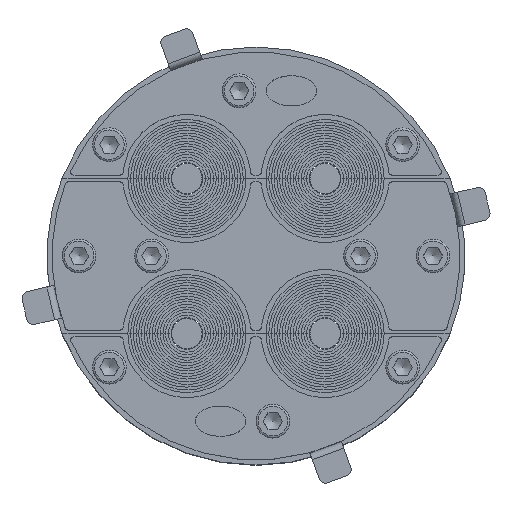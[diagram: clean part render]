
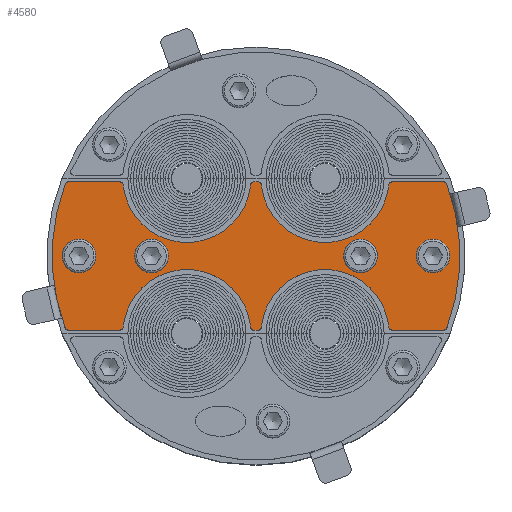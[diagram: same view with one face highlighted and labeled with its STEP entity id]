
A CAD part, top view. The second image highlights one B-rep face of the part: STEP entity #4580.
In plain terms, the highlighted planar face has unit normal (0, 0, 1).
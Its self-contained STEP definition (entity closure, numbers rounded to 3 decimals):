
#347=FACE_BOUND('',#808,.T.);
#348=FACE_BOUND('',#809,.T.);
#349=FACE_BOUND('',#810,.T.);
#350=FACE_BOUND('',#811,.T.);
#393=PLANE('',#5126);
#535=FACE_OUTER_BOUND('',#807,.T.);
#807=EDGE_LOOP('',(#3183,#3184,#3185,#3186,#3187,#3188,#3189,#3190,#3191,
#3192,#3193,#3194,#3195,#3196,#3197,#3198,#3199,#3200,#3201,#3202,#3203,
#3204,#3205,#3206));
#808=EDGE_LOOP('',(#3207));
#809=EDGE_LOOP('',(#3208));
#810=EDGE_LOOP('',(#3209));
#811=EDGE_LOOP('',(#3210));
#1126=LINE('',#7265,#1493);
#1127=LINE('',#7273,#1494);
#1128=LINE('',#7281,#1495);
#1129=LINE('',#7289,#1496);
#1130=LINE('',#7297,#1497);
#1131=LINE('',#7305,#1498);
#1493=VECTOR('',#5726,10.);
#1494=VECTOR('',#5733,10.);
#1495=VECTOR('',#5740,10.);
#1496=VECTOR('',#5747,10.);
#1497=VECTOR('',#5754,10.);
#1498=VECTOR('',#5761,10.);
#1857=CIRCLE('',#5121,1.);
#1859=CIRCLE('',#5124,60.5);
#1861=CIRCLE('',#5127,1.);
#1862=CIRCLE('',#5128,19.);
#1863=CIRCLE('',#5129,1.);
#1864=CIRCLE('',#5130,1.);
#1865=CIRCLE('',#5131,19.);
#1866=CIRCLE('',#5132,1.);
#1867=CIRCLE('',#5133,1.);
#1868=CIRCLE('',#5134,60.5);
#1869=CIRCLE('',#5135,1.);
#1870=CIRCLE('',#5136,1.);
#1871=CIRCLE('',#5137,19.);
#1872=CIRCLE('',#5138,1.);
#1873=CIRCLE('',#5139,1.);
#1874=CIRCLE('',#5140,19.);
#1875=CIRCLE('',#5141,1.);
#1876=CIRCLE('',#5142,1.);
#1877=CIRCLE('',#5143,3.25);
#1878=CIRCLE('',#5144,3.25);
#1879=CIRCLE('',#5145,3.25);
#1880=CIRCLE('',#5146,3.25);
#2119=VERTEX_POINT('',#7249);
#2120=VERTEX_POINT('',#7250);
#2123=VERTEX_POINT('',#7258);
#2125=VERTEX_POINT('',#7264);
#2126=VERTEX_POINT('',#7266);
#2127=VERTEX_POINT('',#7268);
#2128=VERTEX_POINT('',#7270);
#2129=VERTEX_POINT('',#7272);
#2130=VERTEX_POINT('',#7274);
#2131=VERTEX_POINT('',#7276);
#2132=VERTEX_POINT('',#7278);
#2133=VERTEX_POINT('',#7280);
#2134=VERTEX_POINT('',#7282);
#2135=VERTEX_POINT('',#7284);
#2136=VERTEX_POINT('',#7286);
#2137=VERTEX_POINT('',#7288);
#2138=VERTEX_POINT('',#7290);
#2139=VERTEX_POINT('',#7292);
#2140=VERTEX_POINT('',#7294);
#2141=VERTEX_POINT('',#7296);
#2142=VERTEX_POINT('',#7298);
#2143=VERTEX_POINT('',#7300);
#2144=VERTEX_POINT('',#7302);
#2145=VERTEX_POINT('',#7304);
#2146=VERTEX_POINT('',#7307);
#2147=VERTEX_POINT('',#7309);
#2148=VERTEX_POINT('',#7311);
#2149=VERTEX_POINT('',#7313);
#2537=EDGE_CURVE('',#2119,#2120,#1857,.T.);
#2541=EDGE_CURVE('',#2123,#2120,#1859,.F.);
#2544=EDGE_CURVE('',#2119,#2125,#1126,.F.);
#2545=EDGE_CURVE('',#2126,#2125,#1861,.T.);
#2546=EDGE_CURVE('',#2126,#2127,#1862,.F.);
#2547=EDGE_CURVE('',#2128,#2127,#1863,.T.);
#2548=EDGE_CURVE('',#2128,#2129,#1127,.F.);
#2549=EDGE_CURVE('',#2130,#2129,#1864,.T.);
#2550=EDGE_CURVE('',#2130,#2131,#1865,.F.);
#2551=EDGE_CURVE('',#2132,#2131,#1866,.T.);
#2552=EDGE_CURVE('',#2132,#2133,#1128,.F.);
#2553=EDGE_CURVE('',#2134,#2133,#1867,.T.);
#2554=EDGE_CURVE('',#2134,#2135,#1868,.F.);
#2555=EDGE_CURVE('',#2136,#2135,#1869,.T.);
#2556=EDGE_CURVE('',#2136,#2137,#1129,.F.);
#2557=EDGE_CURVE('',#2138,#2137,#1870,.T.);
#2558=EDGE_CURVE('',#2138,#2139,#1871,.F.);
#2559=EDGE_CURVE('',#2140,#2139,#1872,.T.);
#2560=EDGE_CURVE('',#2140,#2141,#1130,.F.);
#2561=EDGE_CURVE('',#2142,#2141,#1873,.T.);
#2562=EDGE_CURVE('',#2142,#2143,#1874,.F.);
#2563=EDGE_CURVE('',#2144,#2143,#1875,.T.);
#2564=EDGE_CURVE('',#2144,#2145,#1131,.F.);
#2565=EDGE_CURVE('',#2123,#2145,#1876,.T.);
#2566=EDGE_CURVE('',#2146,#2146,#1877,.T.);
#2567=EDGE_CURVE('',#2147,#2147,#1878,.T.);
#2568=EDGE_CURVE('',#2148,#2148,#1879,.T.);
#2569=EDGE_CURVE('',#2149,#2149,#1880,.T.);
#3183=ORIENTED_EDGE('',*,*,#2537,.F.);
#3184=ORIENTED_EDGE('',*,*,#2544,.T.);
#3185=ORIENTED_EDGE('',*,*,#2545,.F.);
#3186=ORIENTED_EDGE('',*,*,#2546,.T.);
#3187=ORIENTED_EDGE('',*,*,#2547,.F.);
#3188=ORIENTED_EDGE('',*,*,#2548,.T.);
#3189=ORIENTED_EDGE('',*,*,#2549,.F.);
#3190=ORIENTED_EDGE('',*,*,#2550,.T.);
#3191=ORIENTED_EDGE('',*,*,#2551,.F.);
#3192=ORIENTED_EDGE('',*,*,#2552,.T.);
#3193=ORIENTED_EDGE('',*,*,#2553,.F.);
#3194=ORIENTED_EDGE('',*,*,#2554,.T.);
#3195=ORIENTED_EDGE('',*,*,#2555,.F.);
#3196=ORIENTED_EDGE('',*,*,#2556,.T.);
#3197=ORIENTED_EDGE('',*,*,#2557,.F.);
#3198=ORIENTED_EDGE('',*,*,#2558,.T.);
#3199=ORIENTED_EDGE('',*,*,#2559,.F.);
#3200=ORIENTED_EDGE('',*,*,#2560,.T.);
#3201=ORIENTED_EDGE('',*,*,#2561,.F.);
#3202=ORIENTED_EDGE('',*,*,#2562,.T.);
#3203=ORIENTED_EDGE('',*,*,#2563,.F.);
#3204=ORIENTED_EDGE('',*,*,#2564,.T.);
#3205=ORIENTED_EDGE('',*,*,#2565,.F.);
#3206=ORIENTED_EDGE('',*,*,#2541,.T.);
#3207=ORIENTED_EDGE('',*,*,#2566,.T.);
#3208=ORIENTED_EDGE('',*,*,#2567,.T.);
#3209=ORIENTED_EDGE('',*,*,#2568,.T.);
#3210=ORIENTED_EDGE('',*,*,#2569,.T.);
#4580=ADVANCED_FACE('',(#535,#347,#348,#349,#350),#393,.T.);
#5121=AXIS2_PLACEMENT_3D('',#7251,#5711,#5712);
#5124=AXIS2_PLACEMENT_3D('',#7259,#5719,#5720);
#5126=AXIS2_PLACEMENT_3D('',#7263,#5724,#5725);
#5127=AXIS2_PLACEMENT_3D('',#7267,#5727,#5728);
#5128=AXIS2_PLACEMENT_3D('',#7269,#5729,#5730);
#5129=AXIS2_PLACEMENT_3D('',#7271,#5731,#5732);
#5130=AXIS2_PLACEMENT_3D('',#7275,#5734,#5735);
#5131=AXIS2_PLACEMENT_3D('',#7277,#5736,#5737);
#5132=AXIS2_PLACEMENT_3D('',#7279,#5738,#5739);
#5133=AXIS2_PLACEMENT_3D('',#7283,#5741,#5742);
#5134=AXIS2_PLACEMENT_3D('',#7285,#5743,#5744);
#5135=AXIS2_PLACEMENT_3D('',#7287,#5745,#5746);
#5136=AXIS2_PLACEMENT_3D('',#7291,#5748,#5749);
#5137=AXIS2_PLACEMENT_3D('',#7293,#5750,#5751);
#5138=AXIS2_PLACEMENT_3D('',#7295,#5752,#5753);
#5139=AXIS2_PLACEMENT_3D('',#7299,#5755,#5756);
#5140=AXIS2_PLACEMENT_3D('',#7301,#5757,#5758);
#5141=AXIS2_PLACEMENT_3D('',#7303,#5759,#5760);
#5142=AXIS2_PLACEMENT_3D('',#7306,#5762,#5763);
#5143=AXIS2_PLACEMENT_3D('',#7308,#5764,#5765);
#5144=AXIS2_PLACEMENT_3D('',#7310,#5766,#5767);
#5145=AXIS2_PLACEMENT_3D('',#7312,#5768,#5769);
#5146=AXIS2_PLACEMENT_3D('',#7314,#5770,#5771);
#5711=DIRECTION('center_axis',(0.,0.,-1.));
#5712=DIRECTION('ref_axis',(-0.569,-0.822,0.));
#5719=DIRECTION('center_axis',(0.,0.,-1.));
#5720=DIRECTION('ref_axis',(1.,0.,0.));
#5724=DIRECTION('center_axis',(0.,0.,1.));
#5725=DIRECTION('ref_axis',(1.,0.,0.));
#5726=DIRECTION('',(-1.,0.,0.));
#5727=DIRECTION('center_axis',(0.,0.,-1.));
#5728=DIRECTION('ref_axis',(0.671,-0.742,0.));
#5729=DIRECTION('center_axis',(0.,0.,1.));
#5730=DIRECTION('ref_axis',(-1.,0.,0.));
#5731=DIRECTION('center_axis',(0.,0.,-1.));
#5732=DIRECTION('ref_axis',(-0.671,-0.742,0.));
#5733=DIRECTION('',(-1.,0.,0.));
#5734=DIRECTION('center_axis',(0.,0.,-1.));
#5735=DIRECTION('ref_axis',(0.671,-0.742,0.));
#5736=DIRECTION('center_axis',(0.,0.,1.));
#5737=DIRECTION('ref_axis',(-1.,0.,0.));
#5738=DIRECTION('center_axis',(0.,0.,-1.));
#5739=DIRECTION('ref_axis',(-0.671,-0.742,0.));
#5740=DIRECTION('',(-1.,0.,0.));
#5741=DIRECTION('center_axis',(0.,0.,-1.));
#5742=DIRECTION('ref_axis',(0.569,-0.822,0.));
#5743=DIRECTION('center_axis',(0.,0.,-1.));
#5744=DIRECTION('ref_axis',(1.,0.,0.));
#5745=DIRECTION('center_axis',(0.,0.,-1.));
#5746=DIRECTION('ref_axis',(0.569,0.822,0.));
#5747=DIRECTION('',(1.,0.,0.));
#5748=DIRECTION('center_axis',(0.,0.,-1.));
#5749=DIRECTION('ref_axis',(-0.671,0.742,0.));
#5750=DIRECTION('center_axis',(0.,0.,1.));
#5751=DIRECTION('ref_axis',(-1.,0.,0.));
#5752=DIRECTION('center_axis',(0.,0.,-1.));
#5753=DIRECTION('ref_axis',(0.671,0.742,0.));
#5754=DIRECTION('',(1.,0.,0.));
#5755=DIRECTION('center_axis',(0.,0.,-1.));
#5756=DIRECTION('ref_axis',(-0.671,0.742,0.));
#5757=DIRECTION('center_axis',(0.,0.,1.));
#5758=DIRECTION('ref_axis',(-1.,0.,0.));
#5759=DIRECTION('center_axis',(0.,0.,-1.));
#5760=DIRECTION('ref_axis',(0.671,0.742,0.));
#5761=DIRECTION('',(1.,0.,0.));
#5762=DIRECTION('center_axis',(0.,0.,-1.));
#5763=DIRECTION('ref_axis',(-0.569,0.822,0.));
#5764=DIRECTION('center_axis',(0.,0.,-1.));
#5765=DIRECTION('ref_axis',(1.,0.,0.));
#5766=DIRECTION('center_axis',(0.,0.,-1.));
#5767=DIRECTION('ref_axis',(1.,0.,0.));
#5768=DIRECTION('center_axis',(0.,0.,-1.));
#5769=DIRECTION('ref_axis',(1.,0.,0.));
#5770=DIRECTION('center_axis',(0.,0.,-1.));
#5771=DIRECTION('ref_axis',(1.,0.,0.));
#7249=CARTESIAN_POINT('',(-55.671,-22.,5.));
#7250=CARTESIAN_POINT('',(-56.607,-21.353,5.));
#7251=CARTESIAN_POINT('Origin',(-55.671,-21.,5.));
#7258=CARTESIAN_POINT('',(-56.607,21.353,5.));
#7259=CARTESIAN_POINT('Origin',(0.,0.,5.));
#7263=CARTESIAN_POINT('Origin',(0.,0.,
5.));
#7264=CARTESIAN_POINT('',(-40.4,-22.,5.));
#7265=CARTESIAN_POINT('',(-28.788,-22.,5.));
#7266=CARTESIAN_POINT('',(-39.405,-21.1,5.));
#7267=CARTESIAN_POINT('Origin',(-40.4,-21.,5.));
#7268=CARTESIAN_POINT('',(-1.595,-21.1,5.));
#7269=CARTESIAN_POINT('Origin',(-20.5,-23.,5.));
#7270=CARTESIAN_POINT('',(-0.6,-22.,5.));
#7271=CARTESIAN_POINT('Origin',(-0.6,-21.,5.));
#7272=CARTESIAN_POINT('',(0.6,-22.,5.));
#7273=CARTESIAN_POINT('',(-1.5,-22.,5.));
#7274=CARTESIAN_POINT('',(1.595,-21.1,5.));
#7275=CARTESIAN_POINT('Origin',(0.6,-21.,5.));
#7276=CARTESIAN_POINT('',(39.405,-21.1,5.));
#7277=CARTESIAN_POINT('Origin',(20.5,-23.,5.));
#7278=CARTESIAN_POINT('',(40.4,-22.,5.));
#7279=CARTESIAN_POINT('Origin',(40.4,-21.,5.));
#7280=CARTESIAN_POINT('',(55.671,-22.,5.));
#7281=CARTESIAN_POINT('',(19.,-22.,5.));
#7282=CARTESIAN_POINT('',(56.607,-21.353,5.));
#7283=CARTESIAN_POINT('Origin',(55.671,-21.,5.));
#7284=CARTESIAN_POINT('',(56.607,21.353,5.));
#7285=CARTESIAN_POINT('Origin',(0.,0.,5.));
#7286=CARTESIAN_POINT('',(55.671,22.,5.));
#7287=CARTESIAN_POINT('Origin',(55.671,21.,5.));
#7288=CARTESIAN_POINT('',(40.4,22.,5.));
#7289=CARTESIAN_POINT('',(28.788,22.,5.));
#7290=CARTESIAN_POINT('',(39.405,21.1,5.));
#7291=CARTESIAN_POINT('Origin',(40.4,21.,5.));
#7292=CARTESIAN_POINT('',(1.595,21.1,5.));
#7293=CARTESIAN_POINT('Origin',(20.5,23.,5.));
#7294=CARTESIAN_POINT('',(0.6,22.,5.));
#7295=CARTESIAN_POINT('Origin',(0.6,21.,5.));
#7296=CARTESIAN_POINT('',(-0.6,22.,5.));
#7297=CARTESIAN_POINT('',(1.5,22.,5.));
#7298=CARTESIAN_POINT('',(-1.595,21.1,5.));
#7299=CARTESIAN_POINT('Origin',(-0.6,21.,5.));
#7300=CARTESIAN_POINT('',(-39.405,21.1,5.));
#7301=CARTESIAN_POINT('Origin',(-20.5,23.,5.));
#7302=CARTESIAN_POINT('',(-40.4,22.,5.));
#7303=CARTESIAN_POINT('Origin',(-40.4,21.,5.));
#7304=CARTESIAN_POINT('',(-55.671,22.,5.));
#7305=CARTESIAN_POINT('',(-19.,22.,5.));
#7306=CARTESIAN_POINT('Origin',(-55.671,21.,5.));
#7307=CARTESIAN_POINT('',(49.25,0.,5.));
#7308=CARTESIAN_POINT('Origin',(52.5,0.,5.));
#7309=CARTESIAN_POINT('',(-34.25,0.,5.));
#7310=CARTESIAN_POINT('Origin',(-31.,0.,5.));
#7311=CARTESIAN_POINT('',(27.75,0.,5.));
#7312=CARTESIAN_POINT('Origin',(31.,0.,5.));
#7313=CARTESIAN_POINT('',(-55.75,0.,5.));
#7314=CARTESIAN_POINT('Origin',(-52.5,0.,5.));
